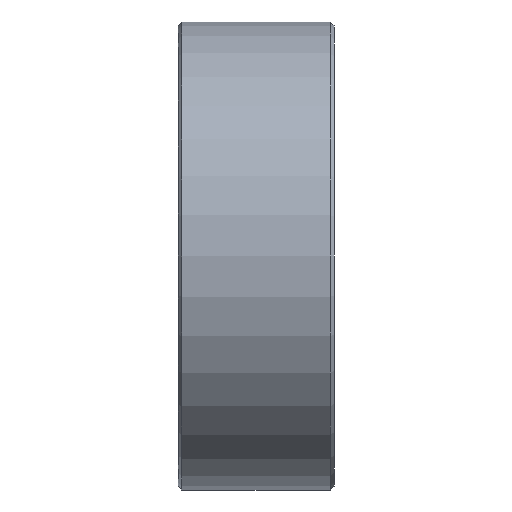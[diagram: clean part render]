
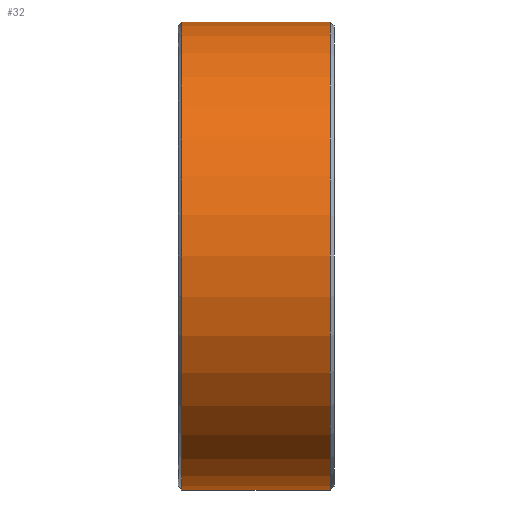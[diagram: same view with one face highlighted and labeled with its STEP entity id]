
A CAD part, left-side view. The second image highlights one B-rep face of the part: STEP entity #32.
In plain terms, the highlighted cylindrical face has radius 6 mm (diameter 12 mm), a partial arc.
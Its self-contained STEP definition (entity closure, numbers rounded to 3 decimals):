
#5 = EDGE_CURVE ( 'NONE', #728, #292, #455, .T. ) ;
#14 = DIRECTION ( 'NONE',  ( 0., -1., 0. ) ) ;
#19 = LINE ( 'NONE', #413, #752 ) ;
#20 = ORIENTED_EDGE ( 'NONE', *, *, #720, .T. ) ;
#26 = AXIS2_PLACEMENT_3D ( 'NONE', #871, #645, #483 ) ;
#32 = ADVANCED_FACE ( 'NONE', ( #464 ), #832, .T. ) ;
#70 = CIRCLE ( 'NONE', #168, 6. ) ;
#155 = ORIENTED_EDGE ( 'NONE', *, *, #237, .T. ) ;
#168 = AXIS2_PLACEMENT_3D ( 'NONE', #528, #604, #773 ) ;
#193 = CARTESIAN_POINT ( 'NONE',  ( 0., 2., 0. ) ) ;
#237 = EDGE_CURVE ( 'NONE', #728, #449, #70, .T. ) ;
#259 = VECTOR ( 'NONE', #573, 1000. ) ;
#261 = CARTESIAN_POINT ( 'NONE',  ( 0., 1.9, -6. ) ) ;
#292 = VERTEX_POINT ( 'NONE', #633 ) ;
#378 = DIRECTION ( 'NONE',  ( 0., 0., -1. ) ) ;
#407 = CARTESIAN_POINT ( 'NONE',  ( 0., 1.9, 6. ) ) ;
#413 = CARTESIAN_POINT ( 'NONE',  ( 0., 2., -6. ) ) ;
#421 = CARTESIAN_POINT ( 'NONE',  ( 0., 2., 6. ) ) ;
#449 = VERTEX_POINT ( 'NONE', #261 ) ;
#455 = LINE ( 'NONE', #421, #259 ) ;
#464 = FACE_OUTER_BOUND ( 'NONE', #628, .T. ) ;
#482 = AXIS2_PLACEMENT_3D ( 'NONE', #193, #886, #378 ) ;
#483 = DIRECTION ( 'NONE',  ( 0., 0., 1. ) ) ;
#528 = CARTESIAN_POINT ( 'NONE',  ( 0., 1.9, 0. ) ) ;
#565 = ORIENTED_EDGE ( 'NONE', *, *, #5, .F. ) ;
#567 = CIRCLE ( 'NONE', #26, 6. ) ;
#573 = DIRECTION ( 'NONE',  ( 0., -1., 0. ) ) ;
#604 = DIRECTION ( 'NONE',  ( 0., -1., 0. ) ) ;
#628 = EDGE_LOOP ( 'NONE', ( #565, #155, #20, #639 ) ) ;
#633 = CARTESIAN_POINT ( 'NONE',  ( 0., -1.9, 6. ) ) ;
#639 = ORIENTED_EDGE ( 'NONE', *, *, #700, .T. ) ;
#645 = DIRECTION ( 'NONE',  ( 0., 1., 0. ) ) ;
#700 = EDGE_CURVE ( 'NONE', #837, #292, #567, .T. ) ;
#720 = EDGE_CURVE ( 'NONE', #449, #837, #19, .T. ) ;
#728 = VERTEX_POINT ( 'NONE', #407 ) ;
#752 = VECTOR ( 'NONE', #14, 1000. ) ;
#773 = DIRECTION ( 'NONE',  ( 0., 0., 1. ) ) ;
#823 = CARTESIAN_POINT ( 'NONE',  ( 0., -1.9, -6. ) ) ;
#832 = CYLINDRICAL_SURFACE ( 'NONE', #482, 6. ) ;
#837 = VERTEX_POINT ( 'NONE', #823 ) ;
#871 = CARTESIAN_POINT ( 'NONE',  ( 0., -1.9, 0. ) ) ;
#886 = DIRECTION ( 'NONE',  ( 0., -1., 0. ) ) ;
